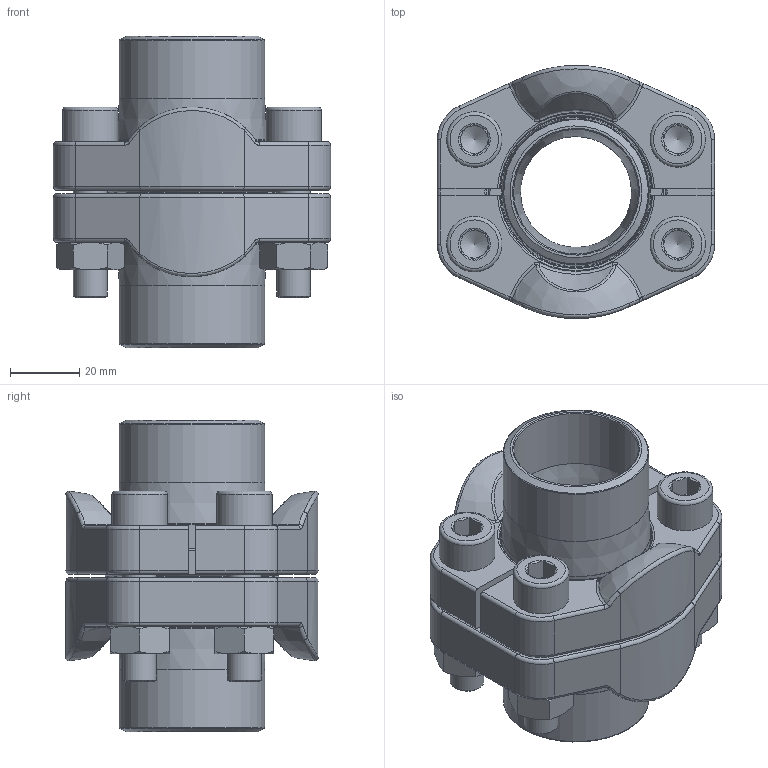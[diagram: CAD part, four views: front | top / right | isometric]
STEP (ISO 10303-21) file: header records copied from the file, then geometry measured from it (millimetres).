
FILE_DESCRIPTION(/* description */ (''),/* implementation_level */ '2;1');
FILE_NAME(/* name */ 'AFK32-320.stp',/* time_stamp */ '2025-01-15T09:33:51+01:00',/* author */ (''),/* organization */ (''),/* preprocessor_version */ 'ST-DEVELOPER v16',/* originating_system */ 'SIEMENS PLM Software NX 10.0',/* authorisation */ '');
FILE_SCHEMA (('AUTOMOTIVE_DESIGN { 1 0 10303 214 3 1 1 1 }'));
Length unit declared in the file: millimetre
Products named in the file (9): X-AFH32-3_einzel; X-AFK32-3; X-AFV32-3; X-FM10; X-M10x45I; X-O37-1; X-AFA32-3; X-AFH32-3; AFK32-3
Assembly tree (15 placements, depth 3):
  AFK32-3
    X-AFH32-3
      X-AFH32-3_einzel  x2
    X-AFA32-3
    X-O37-1
    X-M10x45I  x4
    X-FM10  x4
    X-AFV32-3
    X-AFK32-3
Bounding box: 80 x 72.96 x 90 mm (x, y, z)
Volume: 163383.5 mm3; surface area: 70234.1 mm2
Topology: 14 solids, 14 shells, 432 faces, 933 edges, 536 vertices
Faces by surface type: cone 135, plane 127, cylinder 78, torus 63, bspline 24, sphere 4, revolution 1
Full cylindrical faces by diameter (mm): 8.344 x4, 9.732 x4, 10.5 x8, 16 x4, 32 x2, 36 x2, 36.9 x1, 42 x2, 43 x2, 43.7 x1, 44.666 x1, 50.8 x2, 51.6 x1
Entity records: 6862 total; most frequent: CARTESIAN_POINT 1826, DIRECTION 1029, ORIENTED_EDGE 822, AXIS2_PLACEMENT_3D 467, EDGE_CURVE 411, EDGE_LOOP 320, VERTEX_POINT 275, CIRCLE 243
